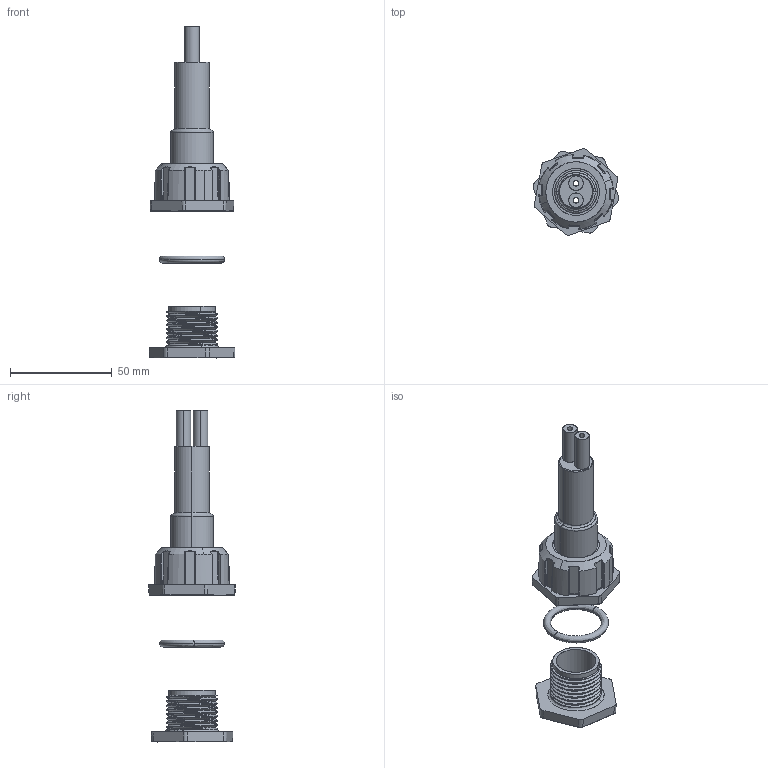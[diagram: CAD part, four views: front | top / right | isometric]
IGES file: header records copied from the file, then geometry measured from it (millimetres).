
Start section: SolidWorks IGES file using analytic representation for surfaces
Global section: file name: 1-NUS-2AOE.IGS; native system: SolidWorks 2020; preprocessor: SolidWorks 2020; author: office; date: 210520.114741; units: inch
Bounding box: 42.32 x 42.64 x 163.47 mm (x, y, z)
Surface area: 23039.8 mm2 (no closed solid volume)
Topology: 0 solids, 0 shells, 327 faces, 5362 edges, 5362 vertices
Faces by surface type: revolution 173, bspline 154
